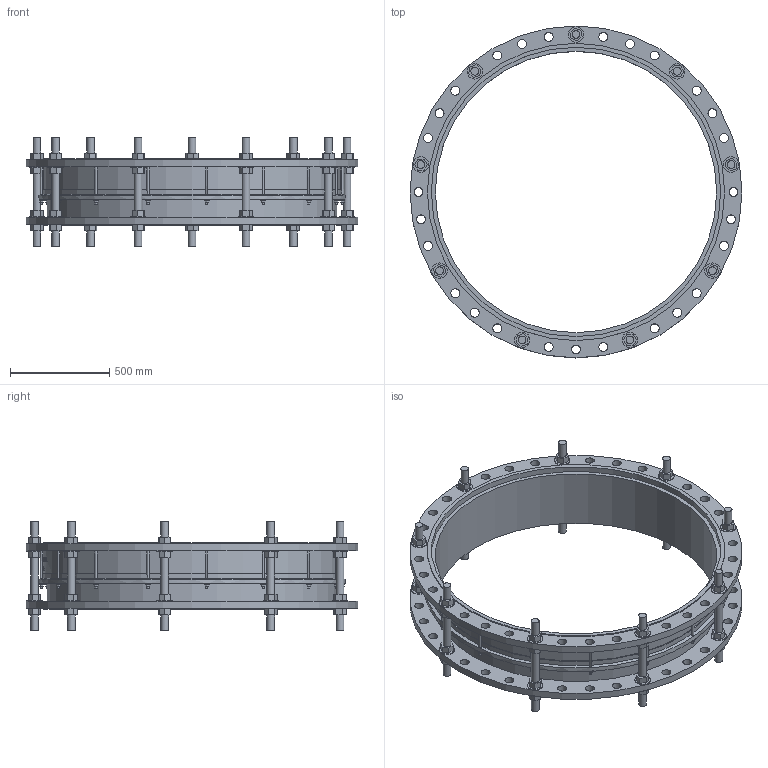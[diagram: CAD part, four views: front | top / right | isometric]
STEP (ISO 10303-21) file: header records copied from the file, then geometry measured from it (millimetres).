
FILE_DESCRIPTION(/* description */ ('DISMANTLING JOINT VM3188 DN1400'),/* implementation_level */ '2;1');
FILE_NAME(/* name */ 'VM3188 - DN1400 PN10.stp',/* time_stamp */ '2020-10-06T19:14:57+06:00',/* author */ ('abhijit_kelkar'),/* organization */ (''),/* preprocessor_version */ 'ST-DEVELOPER v18.1',/* originating_system */ 'Autodesk Inventor 2021',/* authorisation */ '');
FILE_SCHEMA (('AUTOMOTIVE_DESIGN { 1 0 10303 214 3 1 1 }'));
Length unit declared in the file: millimetre
Products named in the file (1): VM3188 - DN1400 PN10
Bounding box: 1675 x 1675 x 550 mm (x, y, z)
Volume: 89250023.4 mm3; surface area: 6631367.6 mm2
Topology: 1 solids, 19 shells, 1030 faces, 2694 edges, 1865 vertices
Faces by surface type: plane 672, cylinder 248, bspline 109, cone 1
Full cylindrical faces by diameter (mm): 12 x32, 24 x16, 39 x45, 45 x72, 78 x34, 1420 x1, 1460 x2, 1500 x3, 1510 x1, 1545 x1, 1675 x2
Entity records: 36534 total; most frequent: CARTESIAN_POINT 10107, ORIENTED_EDGE 5388, DIRECTION 5199, EDGE_CURVE 2694, VERTEX_POINT 1865, AXIS2_PLACEMENT_3D 1833, LINE 1533, VECTOR 1533
